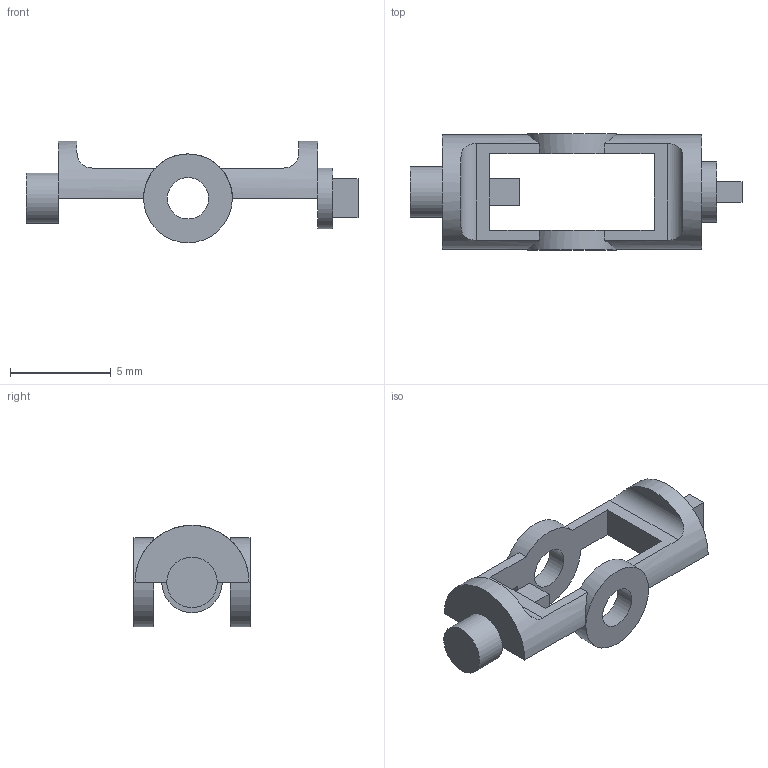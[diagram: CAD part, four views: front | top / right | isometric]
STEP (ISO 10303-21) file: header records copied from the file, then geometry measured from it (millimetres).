
FILE_DESCRIPTION(('FreeCAD Model'),'2;1');
FILE_NAME('Open CASCADE Shape Model','2025-04-13T15:52:48',(''),(''), 'Open CASCADE STEP processor 7.8','FreeCAD','Unknown');
FILE_SCHEMA(('AUTOMOTIVE_DESIGN { 1 0 10303 214 1 1 1 1 }'));
Length unit declared in the file: millimetre
Products named in the file (1): GUIDE_X
Bounding box: 16.45 x 5.75 x 5.03 mm (x, y, z)
Volume: 97.7 mm3; surface area: 273.8 mm2
Topology: 1 solids, 1 shells, 37 faces, 100 edges, 64 vertices
Faces by surface type: plane 27, cylinder 10
Full cylindrical faces by diameter (mm): 2.05 x2, 2.5 x1, 3 x1, 4.4 x2
Entity records: 1468 total; most frequent: CARTESIAN_POINT 502, ORIENTED_EDGE 200, DIRECTION 188, EDGE_CURVE 100, LINE 72, VECTOR 72, VERTEX_POINT 64, AXIS2_PLACEMENT_3D 58
